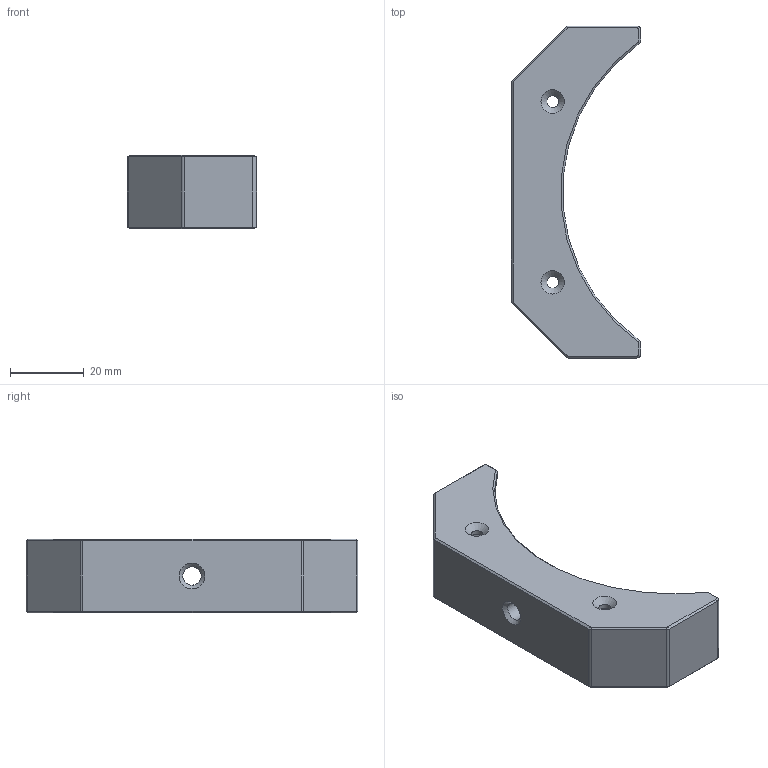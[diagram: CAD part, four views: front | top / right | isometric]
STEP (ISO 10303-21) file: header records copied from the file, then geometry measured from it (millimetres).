
FILE_DESCRIPTION(('FreeCAD Model'),'2;1');
FILE_NAME('Open CASCADE Shape Model','2024-05-30T10:31:01',('Author'),( ''),'Open CASCADE STEP processor 7.6','FreeCAD','Unknown');
FILE_SCHEMA(('AUTOMOTIVE_DESIGN { 1 0 10303 214 1 1 1 1 }'));
Length unit declared in the file: millimetre
Products named in the file (1): 004112_01_1-MECH-MX377-BRACKET
Bounding box: 35 x 90 x 20 mm (x, y, z)
Volume: 19058.6 mm3; surface area: 8712.8 mm2
Topology: 1 solids, 1 shells, 74 faces, 173 edges, 101 vertices
Faces by surface type: cone 28, plane 26, cylinder 19, bspline 1
Full cylindrical faces by diameter (mm): 3.2 x2, 5 x1
Entity records: 2202 total; most frequent: CARTESIAN_POINT 457, DIRECTION 380, ORIENTED_EDGE 346, EDGE_CURVE 173, AXIS2_PLACEMENT_3D 142, VERTEX_POINT 101, LINE 96, VECTOR 96
